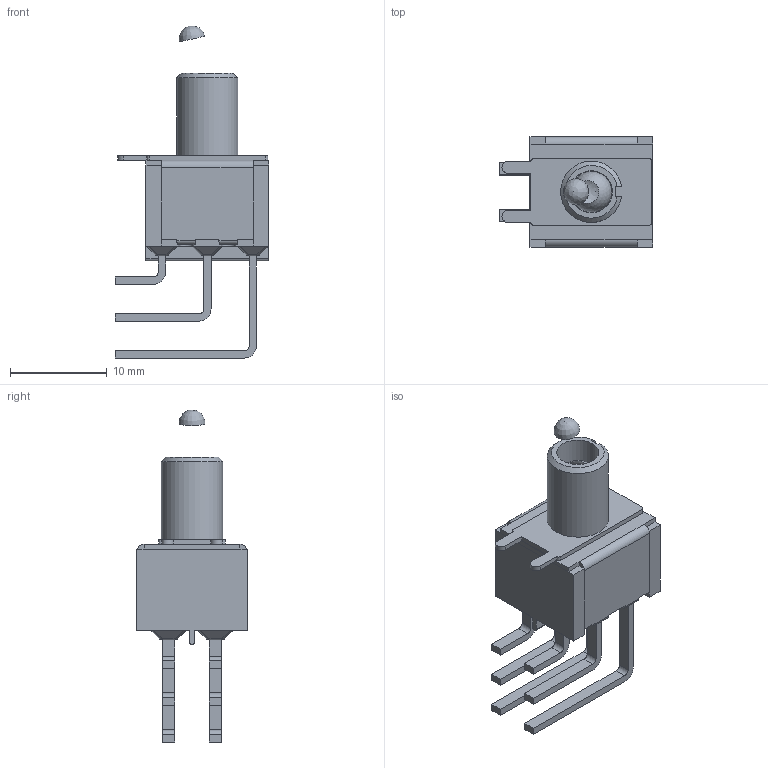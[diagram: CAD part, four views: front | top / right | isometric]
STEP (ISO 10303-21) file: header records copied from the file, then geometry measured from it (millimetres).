
FILE_DESCRIPTION(/* description */ (''),/* implementation_level */ '2;1');
FILE_NAME(/* name */ '100DPxT2B1M7xE.stp',/* time_stamp */ '2026-01-16T14:21:42-06:00',/* author */ ('jmeyers'),/* organization */ (''),/* preprocessor_version */ 'ST-DEVELOPER v18.1',/* originating_system */ 'Autodesk Inventor 2022',/* authorisation */ '');
FILE_SCHEMA (('AUTOMOTIVE_DESIGN { 1 0 10303 214 3 1 1 }'));
Length unit declared in the file: inch
Products named in the file (1): Part114
Bounding box: 15.88 x 11.43 x 34.33 mm (x, y, z)
Volume: 1022.4 mm3; surface area: 2221.7 mm2
Topology: 2 solids, 3 shells, 370 faces, 948 edges, 581 vertices
Faces by surface type: plane 263, cylinder 79, sphere 25, cone 2, bspline 1
Full cylindrical faces by diameter (mm): 4.35 x1
Entity records: 10890 total; most frequent: CARTESIAN_POINT 1923, ORIENTED_EDGE 1846, DIRECTION 1830, EDGE_CURVE 923, LINE 752, VECTOR 752, VERTEX_POINT 581, AXIS2_PLACEMENT_3D 539
